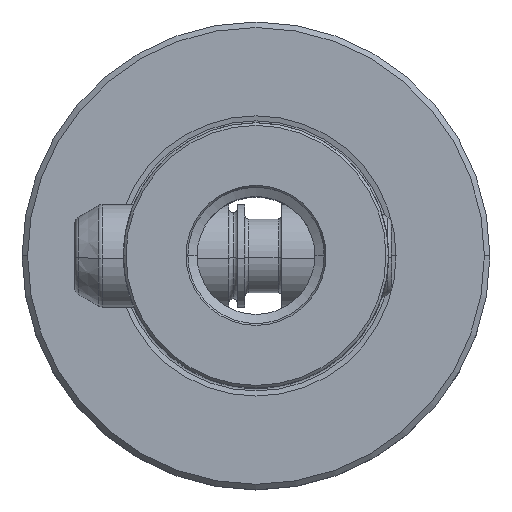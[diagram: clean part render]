
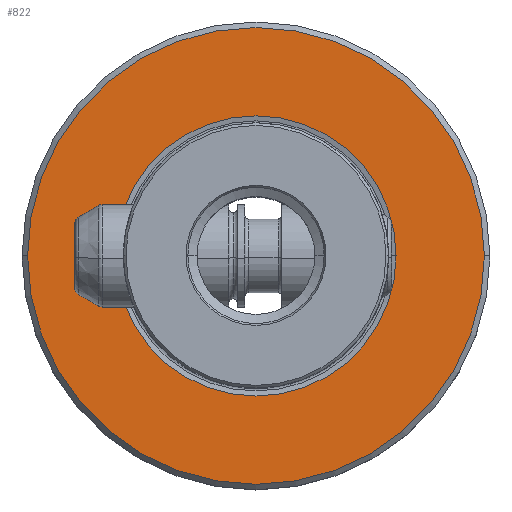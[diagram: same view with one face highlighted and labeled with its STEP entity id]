
A CAD part, top view. The second image highlights one B-rep face of the part: STEP entity #822.
In plain terms, the highlighted planar face has unit normal (0, 0, 1).
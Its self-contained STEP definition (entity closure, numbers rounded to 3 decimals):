
#796=EDGE_CURVE('NONE',#1268,#1982,#2194,.F.);
#822=ADVANCED_FACE('NONE',(#2221,#2222),#2223,.F.);
#1268=VERTEX_POINT('NONE',#2721);
#1396=EDGE_CURVE('NONE',#2020,#1466,#2868,.T.);
#1466=VERTEX_POINT('NONE',#2953);
#1508=EDGE_CURVE('NONE',#1982,#1268,#2998,.F.);
#1564=EDGE_CURVE('NONE',#1466,#2020,#3060,.T.);
#1982=VERTEX_POINT('NONE',#3519);
#2020=VERTEX_POINT('NONE',#3561);
#2194=CIRCLE('',#3890,19.012);
#2221=FACE_OUTER_BOUND('',#3928,.T.);
#2222=FACE_BOUND('',#3929,.T.);
#2223=PLANE('',#3930);
#2721=CARTESIAN_POINT('',(-19.012,0.,0.0));
#2868=CIRCLE('',#5123,31.0);
#2953=CARTESIAN_POINT('',(31.0,0.,0.0));
#2998=CIRCLE('',#5332,19.012);
#3060=CIRCLE('',#5491,31.0);
#3519=CARTESIAN_POINT('',(19.012,0.0,0.0));
#3561=CARTESIAN_POINT('',(-31.0,0.0,0.0));
#3890=AXIS2_PLACEMENT_3D('',#6753,#6754,#6755);
#3928=EDGE_LOOP('',(#6777,#6778));
#3929=EDGE_LOOP('',(#6779,#6780));
#3930=AXIS2_PLACEMENT_3D('',#6781,#6782,#6783);
#5123=AXIS2_PLACEMENT_3D('',#7615,#7616,#7617);
#5332=AXIS2_PLACEMENT_3D('',#7794,#7795,#7796);
#5491=AXIS2_PLACEMENT_3D('',#7876,#7877,#7878);
#6753=CARTESIAN_POINT('',(0.0,0.0,0.0));
#6754=DIRECTION('',(0.0,-0.0,1.0));
#6755=DIRECTION('',(1.0,0.0,0.0));
#6777=ORIENTED_EDGE('',*,*,#1396,.T.);
#6778=ORIENTED_EDGE('',*,*,#1564,.T.);
#6779=ORIENTED_EDGE('',*,*,#1508,.T.);
#6780=ORIENTED_EDGE('',*,*,#796,.T.);
#6781=CARTESIAN_POINT('',(0.0,18.0,0.0));
#6782=DIRECTION('',(0.0,0.0,-1.0));
#6783=DIRECTION('',(0.0,1.0,0.0));
#7615=CARTESIAN_POINT('',(0.0,0.0,0.0));
#7616=DIRECTION('',(0.0,0.0,1.0));
#7617=DIRECTION('',(-1.0,0.0,0.0));
#7794=CARTESIAN_POINT('',(0.0,0.0,0.0));
#7795=DIRECTION('',(0.0,-0.0,1.0));
#7796=DIRECTION('',(1.0,0.0,0.0));
#7876=CARTESIAN_POINT('',(0.0,0.0,0.0));
#7877=DIRECTION('',(0.0,0.0,1.0));
#7878=DIRECTION('',(-1.0,0.0,0.0));
